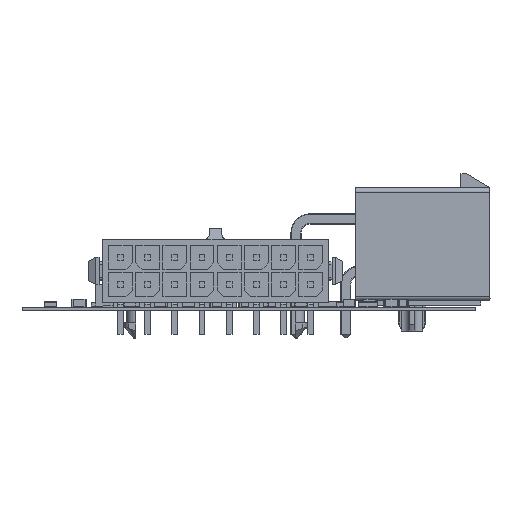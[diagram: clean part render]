
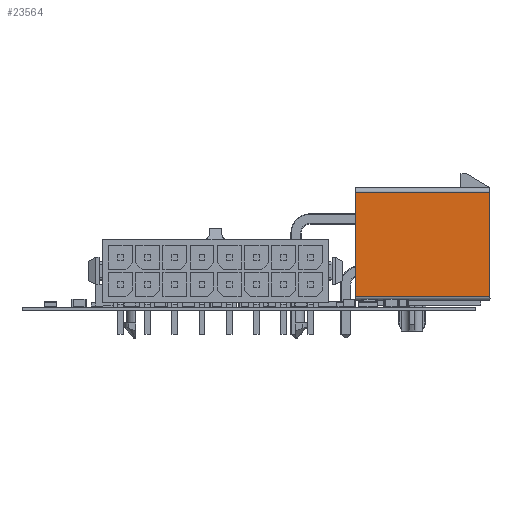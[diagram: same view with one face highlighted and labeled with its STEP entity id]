
A CAD part, left-side view. The second image highlights one B-rep face of the part: STEP entity #23564.
In plain terms, the highlighted planar face has unit normal (-1, 0, 0).
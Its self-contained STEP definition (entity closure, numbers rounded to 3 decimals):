
#22565 = VERTEX_POINT('',#22566);
#22566 = CARTESIAN_POINT('',(57.241,-1.596,
    1.216));
#22573 = EDGE_CURVE('',#22565,#22574,#22576,.T.);
#22574 = VERTEX_POINT('',#22575);
#22575 = CARTESIAN_POINT('',(57.241,-1.596,
    12.701));
#22576 = LINE('',#22577,#22578);
#22577 = CARTESIAN_POINT('',(57.241,-1.596,
    1.216));
#22578 = VECTOR('',#22579,1.);
#22579 = DIRECTION('',(0.,0.,1.));
#23056 = VERTEX_POINT('',#23057);
#23057 = CARTESIAN_POINT('',(57.241,13.204,
    12.701));
#23064 = EDGE_CURVE('',#23056,#23065,#23067,.T.);
#23065 = VERTEX_POINT('',#23066);
#23066 = CARTESIAN_POINT('',(57.241,13.204,
    1.216));
#23067 = LINE('',#23068,#23069);
#23068 = CARTESIAN_POINT('',(57.241,13.204,
    12.701));
#23069 = VECTOR('',#23070,1.);
#23070 = DIRECTION('',(0.,0.,-1.));
#23552 = EDGE_CURVE('',#22565,#23065,#23553,.T.);
#23553 = LINE('',#23554,#23555);
#23554 = CARTESIAN_POINT('',(57.241,-1.596,
    1.216));
#23555 = VECTOR('',#23556,1.);
#23556 = DIRECTION('',(0.,1.,0.));
#23564 = ADVANCED_FACE('',(#23565),#23576,.F.);
#23565 = FACE_BOUND('',#23566,.F.);
#23566 = EDGE_LOOP('',(#23567,#23568,#23569,#23575));
#23567 = ORIENTED_EDGE('',*,*,#23552,.T.);
#23568 = ORIENTED_EDGE('',*,*,#23064,.F.);
#23569 = ORIENTED_EDGE('',*,*,#23570,.T.);
#23570 = EDGE_CURVE('',#23056,#22574,#23571,.T.);
#23571 = LINE('',#23572,#23573);
#23572 = CARTESIAN_POINT('',(57.241,13.204,
    12.701));
#23573 = VECTOR('',#23574,1.);
#23574 = DIRECTION('',(0.,-1.,0.));
#23575 = ORIENTED_EDGE('',*,*,#22573,.F.);
#23576 = PLANE('',#23577);
#23577 = AXIS2_PLACEMENT_3D('',#23578,#23579,#23580);
#23578 = CARTESIAN_POINT('',(57.241,17.575,
    15.041));
#23579 = DIRECTION('',(1.,0.,0.));
#23580 = DIRECTION('',(0.,0.,-1.));
